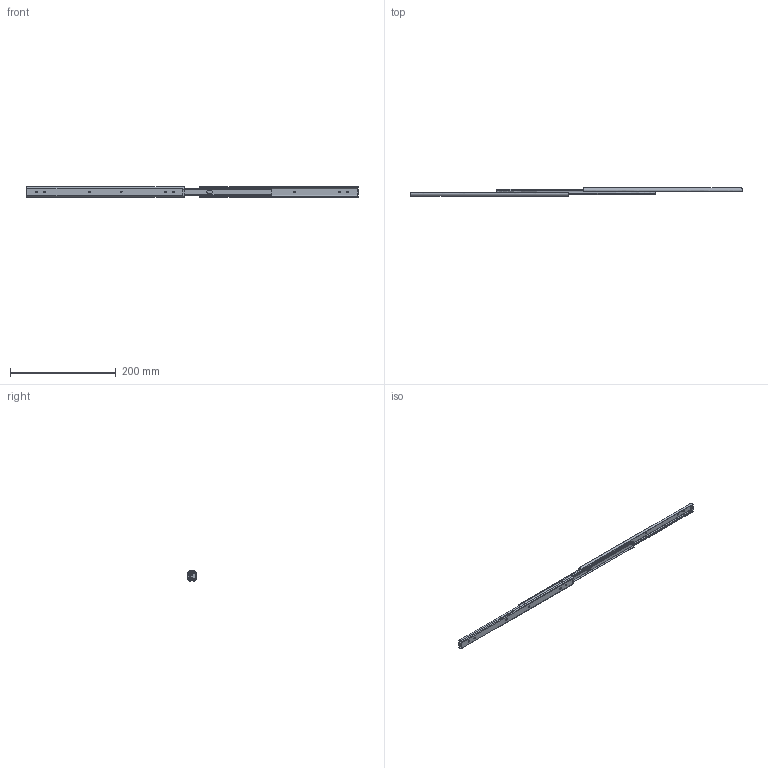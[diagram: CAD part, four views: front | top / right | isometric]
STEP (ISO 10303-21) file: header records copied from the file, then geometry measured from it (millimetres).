
FILE_DESCRIPTION((''),'2;1');
FILE_NAME('','2005-12-14T16:55:26',(''),(''),'','CADfix','');
FILE_SCHEMA(('AUTOMOTIVE_DESIGN'));
Length unit declared in the file: millimetre
Products named in the file (5): ball; retainer; member_A; member_B; TM_234_2_6142_36
Assembly tree (57 placements, depth 2):
  TM_234_2_6142_36
    ball  x52
    retainer  x2
    member_A  x2
    member_B
Bounding box: 629 x 16 x 20 mm (x, y, z)
Volume: 40196.4 mm3; surface area: 68080.7 mm2
Topology: 57 solids, 57 shells, 792 faces, 2250 edges, 1568 vertices
Faces by surface type: bspline 792
Entity records: 14433 total; most frequent: CARTESIAN_POINT 7434, ORIENTED_EDGE 2290, EDGE_CURVE 1145, VERTEX_POINT 778, QUASI_UNIFORM_CURVE 601, EDGE_LOOP 441, FACE_OUTER_BOUND 373, ADVANCED_FACE 373
